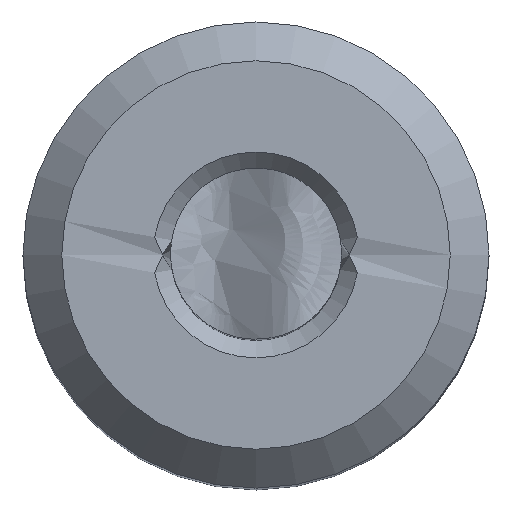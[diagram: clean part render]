
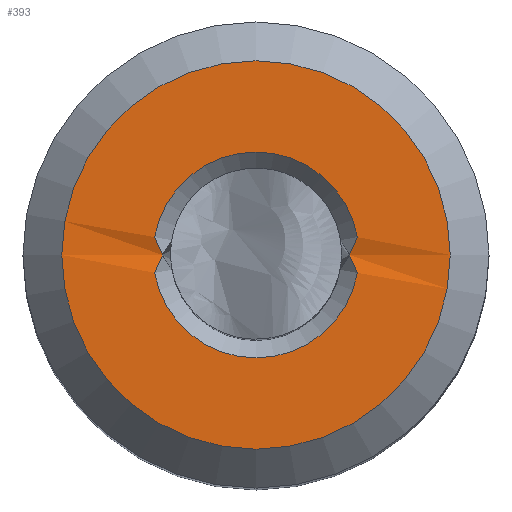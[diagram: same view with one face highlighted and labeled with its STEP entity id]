
A CAD part, top view. The second image highlights one B-rep face of the part: STEP entity #393.
In plain terms, the highlighted planar face has unit normal (0, 0, 1).
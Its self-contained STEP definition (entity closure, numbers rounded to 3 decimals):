
#11 = VERTEX_POINT ( 'NONE', #12 ) ;
#12 = CARTESIAN_POINT ( 'NONE',  ( 1.203, 0., -0.058 ) ) ;
#25 = PLANE ( 'NONE',  #490 ) ;
#34 = VERTEX_POINT ( 'NONE', #45 ) ;
#44 = DIRECTION ( 'NONE',  ( -1., 0., 0. ) ) ;
#45 = CARTESIAN_POINT ( 'NONE',  ( -1.203, 0., -0.058 ) ) ;
#52 = CIRCLE ( 'NONE', #123, 2.5 ) ;
#85 = CARTESIAN_POINT ( 'NONE',  ( 0., 0., 0. ) ) ;
#105 = DIRECTION ( 'NONE',  ( 0., 0., -1. ) ) ;
#123 = AXIS2_PLACEMENT_3D ( 'NONE', #85, #554, #44 ) ;
#125 = ORIENTED_EDGE ( 'NONE', *, *, #178, .T. ) ;
#146 = EDGE_CURVE ( 'NONE', #34, #11, #476, .T. ) ;
#155 = CARTESIAN_POINT ( 'NONE',  ( 0., 0., 0. ) ) ;
#161 = DIRECTION ( 'NONE',  ( 0., -1., 0. ) ) ;
#164 = AXIS2_PLACEMENT_3D ( 'NONE', #389, #529, #210 ) ;
#167 = ORIENTED_EDGE ( 'NONE', *, *, #146, .T. ) ;
#178 = EDGE_CURVE ( 'NONE', #11, #34, #260, .T. ) ;
#188 = FACE_BOUND ( 'NONE', #413, .T. ) ;
#210 = DIRECTION ( 'NONE',  ( 0., -1., 0. ) ) ;
#213 = CARTESIAN_POINT ( 'NONE',  ( 2.6, 2.6, 0. ) ) ;
#254 = DIRECTION ( 'NONE',  ( 0., 0., 1. ) ) ;
#260 = CIRCLE ( 'NONE', #164, 1.325 ) ;
#351 = FACE_OUTER_BOUND ( 'NONE', #439, .T. ) ;
#389 = CARTESIAN_POINT ( 'NONE',  ( 0., 0., 0. ) ) ;
#393 = ADVANCED_FACE ( 'NONE', ( #188, #351 ), #25, .T. ) ;
#413 = EDGE_LOOP ( 'NONE', ( #125, #167 ) ) ;
#439 = EDGE_LOOP ( 'NONE', ( #517 ) ) ;
#440 = DIRECTION ( 'NONE',  ( -1., 0., 0. ) ) ;
#476 = CIRCLE ( 'NONE', #553, 1.325 ) ;
#490 = AXIS2_PLACEMENT_3D ( 'NONE', #213, #254, #440 ) ;
#517 = ORIENTED_EDGE ( 'NONE', *, *, #591, .T. ) ;
#529 = DIRECTION ( 'NONE',  ( 0., 0., -1. ) ) ;
#547 = VERTEX_POINT ( 'NONE', #559 ) ;
#553 = AXIS2_PLACEMENT_3D ( 'NONE', #155, #105, #161 ) ;
#554 = DIRECTION ( 'NONE',  ( 0., 0., 1. ) ) ;
#559 = CARTESIAN_POINT ( 'NONE',  ( -2.5, 0., 0. ) ) ;
#591 = EDGE_CURVE ( 'NONE', #547, #547, #52, .T. ) ;
